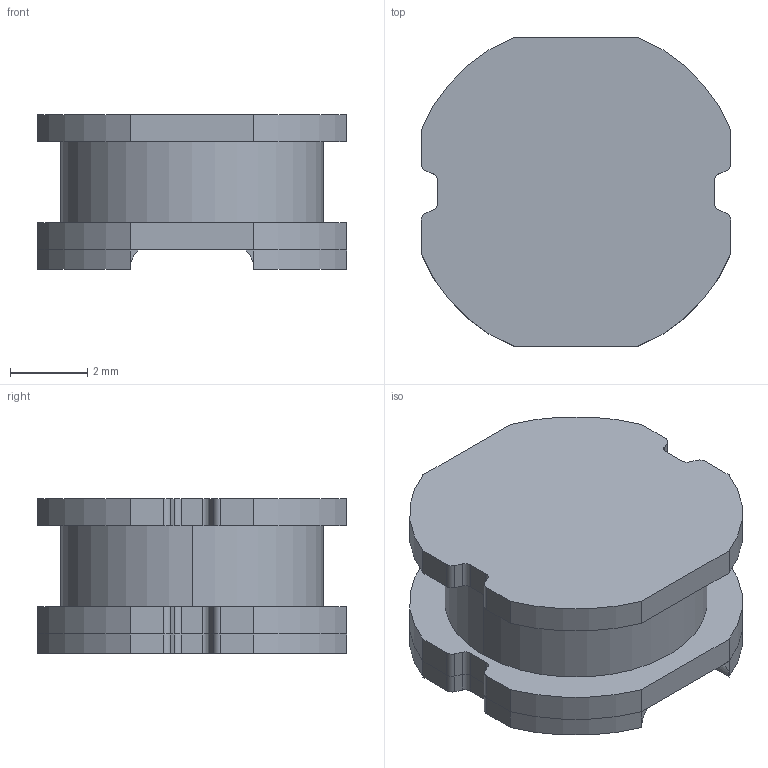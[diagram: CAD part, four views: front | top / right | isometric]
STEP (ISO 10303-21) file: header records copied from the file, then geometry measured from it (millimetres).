
FILE_DESCRIPTION((''),'2;1');
FILE_NAME('IND_BOURNS_SRN8040.stp','2015-02-03T10:35:42',(''),(''),'Mechanical Desktop 2011','Mechanical Desktop 2011',', , ');
FILE_SCHEMA(('AUTOMOTIVE_DESIGN { 1 2 10303 214 1 1 1 1 }'));
Length unit declared in the file: millimetre
Products named in the file (1): Product
Bounding box: 8 x 8 x 4 mm (x, y, z)
Volume: 168.1 mm3; surface area: 456.8 mm2
Topology: 5 solids, 5 shells, 88 faces, 231 edges, 154 vertices
Faces by surface type: plane 48, cylinder 40
Entity records: 2784 total; most frequent: DIRECTION 489, CARTESIAN_POINT 473, ORIENTED_EDGE 460, EDGE_CURVE 230, AXIS2_PLACEMENT_3D 169, VERTEX_POINT 152, VECTOR 151, LINE 151
